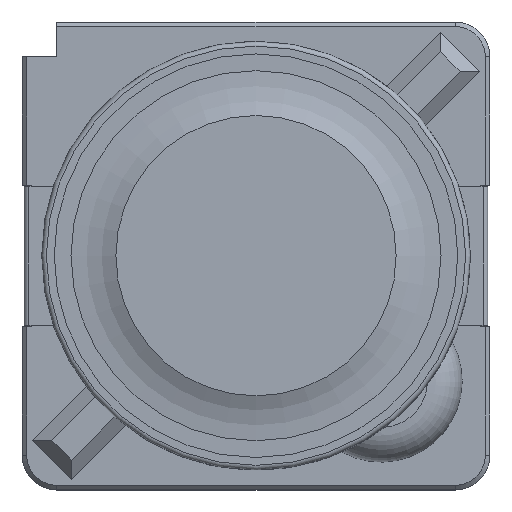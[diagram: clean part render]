
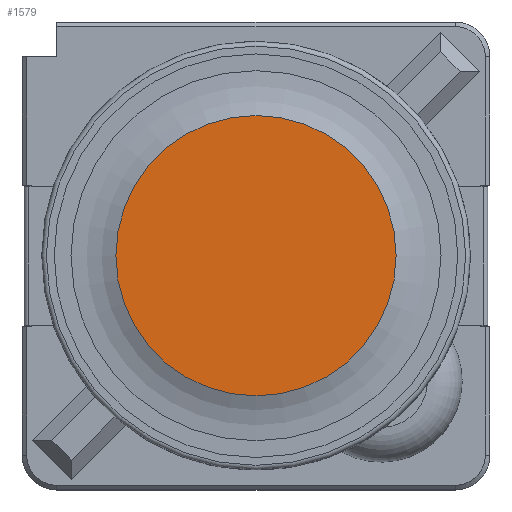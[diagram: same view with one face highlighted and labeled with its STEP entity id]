
A CAD part, top view. The second image highlights one B-rep face of the part: STEP entity #1579.
In plain terms, the highlighted planar face has unit normal (0, 0, 1).
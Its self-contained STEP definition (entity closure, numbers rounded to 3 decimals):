
#76=CIRCLE('',#1718,3.025);
#77=CIRCLE('',#1719,3.025);
#188=FACE_OUTER_BOUND('',#276,.T.);
#276=EDGE_LOOP('',(#1403,#1404));
#768=VERTEX_POINT('',#2622);
#769=VERTEX_POINT('',#2624);
#982=EDGE_CURVE('',#769,#768,#76,.T.);
#983=EDGE_CURVE('',#768,#769,#77,.T.);
#1403=ORIENTED_EDGE('',*,*,#982,.T.);
#1404=ORIENTED_EDGE('',*,*,#983,.T.);
#1495=PLANE('',#1724);
#1579=ADVANCED_FACE('',(#188),#1495,.T.);
#1718=AXIS2_PLACEMENT_3D('',#2625,#2130,#2131);
#1719=AXIS2_PLACEMENT_3D('',#2626,#2132,#2133);
#1724=AXIS2_PLACEMENT_3D('',#2635,#2145,#2146);
#2130=DIRECTION('center_axis',(0.,0.,1.));
#2131=DIRECTION('ref_axis',(1.,0.,0.));
#2132=DIRECTION('center_axis',(0.,0.,1.));
#2133=DIRECTION('ref_axis',(1.,0.,0.));
#2145=DIRECTION('center_axis',(0.,0.,1.));
#2146=DIRECTION('ref_axis',(1.,0.,0.));
#2622=CARTESIAN_POINT('',(-3.025,0.,4.53));
#2624=CARTESIAN_POINT('',(3.025,0.,4.53));
#2625=CARTESIAN_POINT('Origin',(0.,0.,4.53));
#2626=CARTESIAN_POINT('Origin',(0.,0.,4.53));
#2635=CARTESIAN_POINT('Origin',(0.,0.,4.53));
